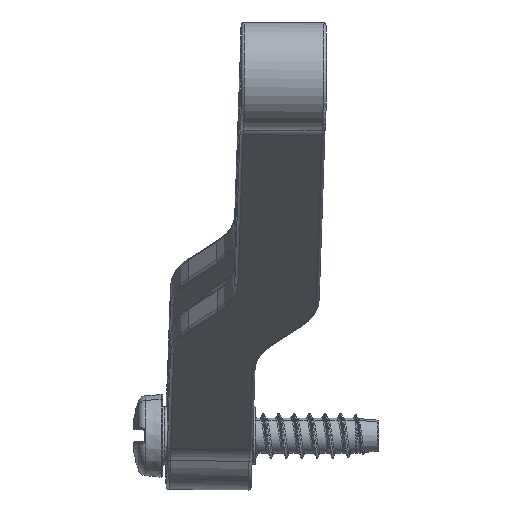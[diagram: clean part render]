
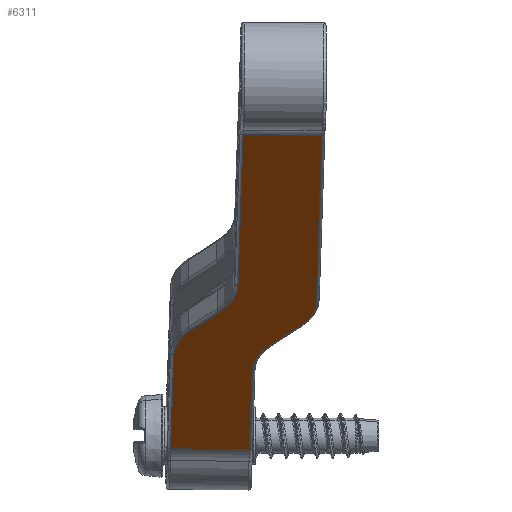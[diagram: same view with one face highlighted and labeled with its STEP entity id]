
A CAD part, top view. The second image highlights one B-rep face of the part: STEP entity #6311.
In plain terms, the highlighted face is planar.
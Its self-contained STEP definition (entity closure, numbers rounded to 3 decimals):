
#255=LINE('',#17350,#455);
#262=LINE('',#17426,#462);
#269=LINE('',#17462,#469);
#270=LINE('',#17466,#470);
#271=LINE('',#17468,#471);
#272=LINE('',#17470,#472);
#273=LINE('',#17474,#473);
#274=LINE('',#17477,#474);
#455=VECTOR('',#7840,1000.);
#462=VECTOR('',#7941,1000.);
#469=VECTOR('',#7986,1000.);
#470=VECTOR('',#7989,1000.);
#471=VECTOR('',#7990,1000.);
#472=VECTOR('',#7991,1000.);
#473=VECTOR('',#7994,1000.);
#474=VECTOR('',#7997,1000.);
#984=CIRCLE('',#6826,5.2);
#985=CIRCLE('',#6828,4.8);
#986=CIRCLE('',#6829,5.2);
#987=CIRCLE('',#6830,4.8);
#1138=PLANE('',#6827);
#2585=ORIENTED_EDGE('',*,*,#3749,.T.);
#2586=ORIENTED_EDGE('',*,*,#3804,.T.);
#2587=ORIENTED_EDGE('',*,*,#3805,.T.);
#2588=ORIENTED_EDGE('',*,*,#3806,.T.);
#2589=ORIENTED_EDGE('',*,*,#3807,.T.);
#2590=ORIENTED_EDGE('',*,*,#3808,.F.);
#2591=ORIENTED_EDGE('',*,*,#3809,.T.);
#2592=ORIENTED_EDGE('',*,*,#3810,.T.);
#2593=ORIENTED_EDGE('',*,*,#3811,.T.);
#2594=ORIENTED_EDGE('',*,*,#3812,.T.);
#2595=ORIENTED_EDGE('',*,*,#3787,.T.);
#2596=ORIENTED_EDGE('',*,*,#3813,.T.);
#3749=EDGE_CURVE('',#4411,#4412,#255,.T.);
#3787=EDGE_CURVE('',#4434,#4433,#262,.T.);
#3804=EDGE_CURVE('',#4412,#4444,#984,.T.);
#3805=EDGE_CURVE('',#4444,#4445,#269,.T.);
#3806=EDGE_CURVE('',#4445,#4446,#985,.T.);
#3807=EDGE_CURVE('',#4446,#4447,#270,.T.);
#3808=EDGE_CURVE('',#4448,#4447,#271,.T.);
#3809=EDGE_CURVE('',#4448,#4449,#272,.T.);
#3810=EDGE_CURVE('',#4449,#4450,#986,.T.);
#3811=EDGE_CURVE('',#4450,#4451,#273,.T.);
#3812=EDGE_CURVE('',#4451,#4434,#987,.T.);
#3813=EDGE_CURVE('',#4433,#4411,#274,.T.);
#4411=VERTEX_POINT('',#17347);
#4412=VERTEX_POINT('',#17349);
#4433=VERTEX_POINT('',#17421);
#4434=VERTEX_POINT('',#17425);
#4444=VERTEX_POINT('',#17459);
#4445=VERTEX_POINT('',#17463);
#4446=VERTEX_POINT('',#17465);
#4447=VERTEX_POINT('',#17467);
#4448=VERTEX_POINT('',#17469);
#4449=VERTEX_POINT('',#17471);
#4450=VERTEX_POINT('',#17473);
#4451=VERTEX_POINT('',#17475);
#5302=EDGE_LOOP('',(#2585,#2586,#2587,#2588,#2589,#2590,#2591,#2592,#2593,
#2594,#2595,#2596));
#5734=FACE_BOUND('',#5302,.T.);
#6311=ADVANCED_FACE('',(#5734),#1138,.F.);
#6826=AXIS2_PLACEMENT_3D('',#17460,#7982,#7983);
#6827=AXIS2_PLACEMENT_3D('',#17461,#7984,#7985);
#6828=AXIS2_PLACEMENT_3D('',#17464,#7987,#7988);
#6829=AXIS2_PLACEMENT_3D('',#17472,#7992,#7993);
#6830=AXIS2_PLACEMENT_3D('',#17476,#7995,#7996);
#7840=DIRECTION('',(0.,-1.,0.));
#7941=DIRECTION('',(0.,1.,0.));
#7982=DIRECTION('',(0.,0.,-1.));
#7983=DIRECTION('',(-1.,0.,0.));
#7984=DIRECTION('',(0.,0.,-1.));
#7985=DIRECTION('',(0.,-1.,0.));
#7986=DIRECTION('',(-0.625,-0.781,0.));
#7987=DIRECTION('',(0.,0.,1.));
#7988=DIRECTION('',(-1.,0.,0.));
#7989=DIRECTION('',(0.,-1.,0.));
#7990=DIRECTION('',(-1.,0.,0.));
#7991=DIRECTION('',(0.,1.,0.));
#7992=DIRECTION('',(0.,0.,-1.));
#7993=DIRECTION('',(-1.,0.,0.));
#7994=DIRECTION('',(0.625,0.781,0.));
#7995=DIRECTION('',(0.,0.,1.));
#7996=DIRECTION('',(-1.,0.,0.));
#7997=DIRECTION('',(-1.,0.,0.));
#17347=CARTESIAN_POINT('',(4.2,41.311,2.75));
#17349=CARTESIAN_POINT('',(4.2,31.754,2.75));
#17350=CARTESIAN_POINT('',(4.2,22.907,2.75));
#17421=CARTESIAN_POINT('',(9.3,41.311,2.75));
#17425=CARTESIAN_POINT('',(9.3,29.825,2.75));
#17426=CARTESIAN_POINT('',(9.3,23.1,2.75));
#17459=CARTESIAN_POINT('',(3.061,28.505,2.75));
#17460=CARTESIAN_POINT('',(-1.,31.754,2.75));
#17461=CARTESIAN_POINT('',(0.,2.165,2.75));
#17462=CARTESIAN_POINT('',(2.156,27.375,2.75));
#17463=CARTESIAN_POINT('',(1.252,26.245,2.75));
#17464=CARTESIAN_POINT('',(5.,23.246,2.75));
#17465=CARTESIAN_POINT('',(0.2,23.246,2.75));
#17466=CARTESIAN_POINT('',(0.2,13.009,2.75));
#17467=CARTESIAN_POINT('',(0.2,2.773,2.75));
#17468=CARTESIAN_POINT('',(2.75,2.773,2.75));
#17469=CARTESIAN_POINT('',(5.3,2.773,2.75));
#17470=CARTESIAN_POINT('',(5.3,12.045,2.75));
#17471=CARTESIAN_POINT('',(5.3,21.317,2.75));
#17472=CARTESIAN_POINT('',(10.5,21.317,2.75));
#17473=CARTESIAN_POINT('',(6.439,24.565,2.75));
#17474=CARTESIAN_POINT('',(7.344,25.696,2.75));
#17475=CARTESIAN_POINT('',(8.248,26.826,2.75));
#17476=CARTESIAN_POINT('',(4.5,29.825,2.75));
#17477=CARTESIAN_POINT('',(6.75,41.311,2.75));
